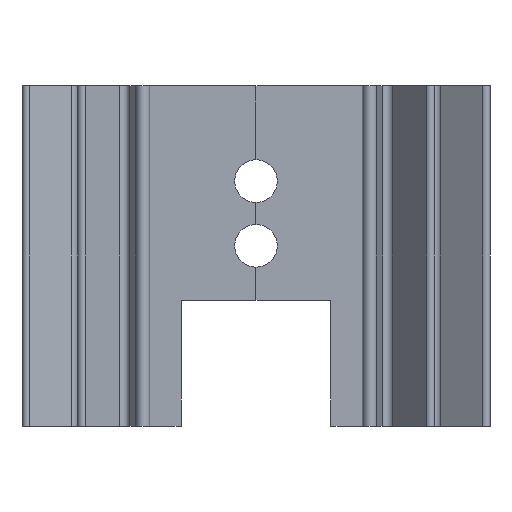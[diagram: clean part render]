
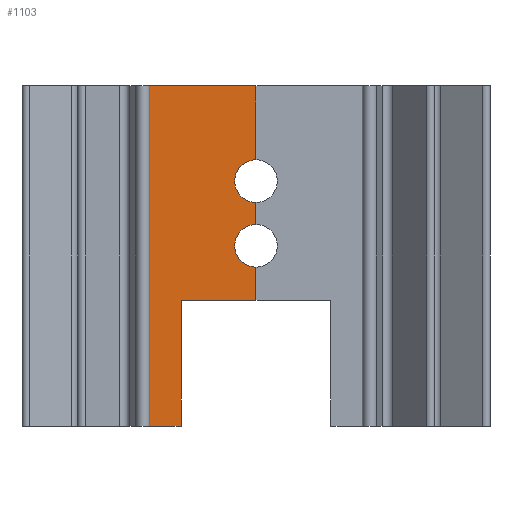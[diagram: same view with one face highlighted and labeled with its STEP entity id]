
A CAD part, front view. The second image highlights one B-rep face of the part: STEP entity #1103.
In plain terms, the highlighted planar face has unit normal (0, -1, 0).
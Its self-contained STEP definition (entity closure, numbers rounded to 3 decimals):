
#350 = VERTEX_POINT('',#351);
#351 = CARTESIAN_POINT('',(-7.94,-1.085,0.));
#357 = EDGE_CURVE('',#350,#358,#360,.T.);
#358 = VERTEX_POINT('',#359);
#359 = CARTESIAN_POINT('',(-5.59,-1.085,0.));
#360 = LINE('',#361,#362);
#361 = CARTESIAN_POINT('',(-7.94,-1.085,0.));
#362 = VECTOR('',#363,1.);
#363 = DIRECTION('',(1.,0.,0.));
#713 = VERTEX_POINT('',#714);
#714 = CARTESIAN_POINT('',(0.,-1.085,25.4));
#720 = EDGE_CURVE('',#721,#713,#723,.T.);
#721 = VERTEX_POINT('',#722);
#722 = CARTESIAN_POINT('',(-7.94,-1.085,25.4));
#723 = LINE('',#724,#725);
#724 = CARTESIAN_POINT('',(-7.94,-1.085,25.4));
#725 = VECTOR('',#726,1.);
#726 = DIRECTION('',(1.,0.,0.));
#1083 = EDGE_CURVE('',#1084,#358,#1086,.T.);
#1084 = VERTEX_POINT('',#1085);
#1085 = CARTESIAN_POINT('',(-5.59,-1.085,9.4));
#1086 = LINE('',#1087,#1088);
#1087 = CARTESIAN_POINT('',(-5.59,-1.085,0.));
#1088 = VECTOR('',#1089,1.);
#1089 = DIRECTION('',(0.,0.,-1.));
#1103 = ADVANCED_FACE('',(#1104),#1163,.F.);
#1104 = FACE_BOUND('',#1105,.F.);
#1105 = EDGE_LOOP('',(#1106,#1107,#1113,#1114,#1122,#1131,#1139,#1148,
    #1156,#1162));
#1106 = ORIENTED_EDGE('',*,*,#357,.F.);
#1107 = ORIENTED_EDGE('',*,*,#1108,.T.);
#1108 = EDGE_CURVE('',#350,#721,#1109,.T.);
#1109 = LINE('',#1110,#1111);
#1110 = CARTESIAN_POINT('',(-7.94,-1.085,0.));
#1111 = VECTOR('',#1112,1.);
#1112 = DIRECTION('',(0.,0.,1.));
#1113 = ORIENTED_EDGE('',*,*,#720,.T.);
#1114 = ORIENTED_EDGE('',*,*,#1115,.F.);
#1115 = EDGE_CURVE('',#1116,#713,#1118,.T.);
#1116 = VERTEX_POINT('',#1117);
#1117 = CARTESIAN_POINT('',(0.,-1.085,19.88));
#1118 = LINE('',#1119,#1120);
#1119 = CARTESIAN_POINT('',(0.,-1.085,0.));
#1120 = VECTOR('',#1121,1.);
#1121 = DIRECTION('',(0.,0.,1.));
#1122 = ORIENTED_EDGE('',*,*,#1123,.T.);
#1123 = EDGE_CURVE('',#1116,#1124,#1126,.T.);
#1124 = VERTEX_POINT('',#1125);
#1125 = CARTESIAN_POINT('',(0.,-1.085,16.7));
#1126 = CIRCLE('',#1127,1.59);
#1127 = AXIS2_PLACEMENT_3D('',#1128,#1129,#1130);
#1128 = CARTESIAN_POINT('',(0.,-1.085,18.29));
#1129 = DIRECTION('',(0.,-1.,0.));
#1130 = DIRECTION('',(1.,0.,0.));
#1131 = ORIENTED_EDGE('',*,*,#1132,.F.);
#1132 = EDGE_CURVE('',#1133,#1124,#1135,.T.);
#1133 = VERTEX_POINT('',#1134);
#1134 = CARTESIAN_POINT('',(0.,-1.085,15.05));
#1135 = LINE('',#1136,#1137);
#1136 = CARTESIAN_POINT('',(0.,-1.085,0.));
#1137 = VECTOR('',#1138,1.);
#1138 = DIRECTION('',(0.,0.,1.));
#1139 = ORIENTED_EDGE('',*,*,#1140,.T.);
#1140 = EDGE_CURVE('',#1133,#1141,#1143,.T.);
#1141 = VERTEX_POINT('',#1142);
#1142 = CARTESIAN_POINT('',(0.,-1.085,11.87));
#1143 = CIRCLE('',#1144,1.59);
#1144 = AXIS2_PLACEMENT_3D('',#1145,#1146,#1147);
#1145 = CARTESIAN_POINT('',(0.,-1.085,13.46));
#1146 = DIRECTION('',(0.,-1.,0.));
#1147 = DIRECTION('',(1.,0.,0.));
#1148 = ORIENTED_EDGE('',*,*,#1149,.F.);
#1149 = EDGE_CURVE('',#1150,#1141,#1152,.T.);
#1150 = VERTEX_POINT('',#1151);
#1151 = CARTESIAN_POINT('',(0.,-1.085,9.4));
#1152 = LINE('',#1153,#1154);
#1153 = CARTESIAN_POINT('',(0.,-1.085,0.));
#1154 = VECTOR('',#1155,1.);
#1155 = DIRECTION('',(0.,0.,1.));
#1156 = ORIENTED_EDGE('',*,*,#1157,.T.);
#1157 = EDGE_CURVE('',#1150,#1084,#1158,.T.);
#1158 = LINE('',#1159,#1160);
#1159 = CARTESIAN_POINT('',(-6.765,-1.085,9.4));
#1160 = VECTOR('',#1161,1.);
#1161 = DIRECTION('',(-1.,0.,0.));
#1162 = ORIENTED_EDGE('',*,*,#1083,.T.);
#1163 = PLANE('',#1164);
#1164 = AXIS2_PLACEMENT_3D('',#1165,#1166,#1167);
#1165 = CARTESIAN_POINT('',(-7.94,-1.085,0.));
#1166 = DIRECTION('',(0.,1.,0.));
#1167 = DIRECTION('',(1.,0.,0.));
